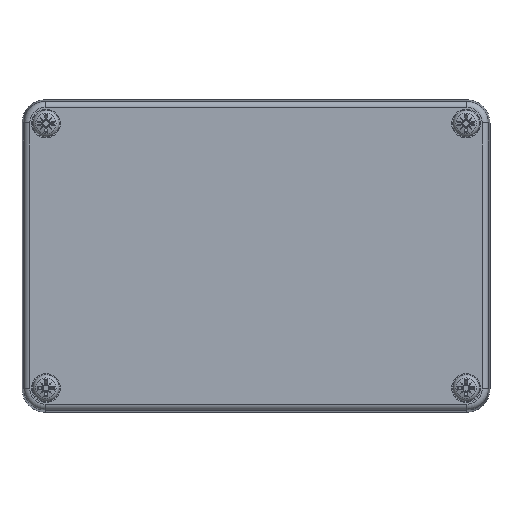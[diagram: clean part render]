
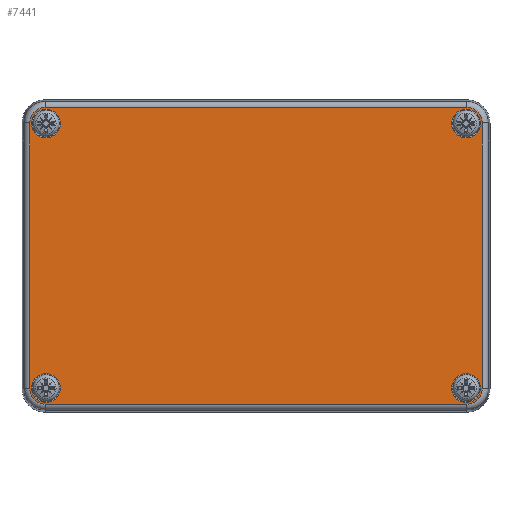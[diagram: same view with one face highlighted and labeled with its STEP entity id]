
A CAD part, top view. The second image highlights one B-rep face of the part: STEP entity #7441.
In plain terms, the highlighted face is planar.
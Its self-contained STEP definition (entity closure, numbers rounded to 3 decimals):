
#7020=CARTESIAN_POINT('',(-54.15,-38.152,-30.0));
#7021=VERTEX_POINT('',#7020);
#7029=CARTESIAN_POINT('',(54.15,-38.152,-30.0));
#7030=VERTEX_POINT('',#7029);
#7031=CARTESIAN_POINT('',(-54.15,-38.152,-30.0));
#7032=DIRECTION('',(1.0,0.0,0.0));
#7033=VECTOR('',#7032,108.3);
#7034=LINE('',#7031,#7033);
#7035=EDGE_CURVE('',#7021,#7030,#7034,.T.);
#7062=CARTESIAN_POINT('',(-58.152,-34.15,-30.0));
#7063=VERTEX_POINT('',#7062);
#7071=CARTESIAN_POINT('',(-54.15,-34.15,-30.0));
#7072=DIRECTION('',(0.0,0.0,1.0));
#7073=DIRECTION('',(-0.707,-0.707,0.0));
#7074=AXIS2_PLACEMENT_3D('',#7071,#7072,#7073);
#7075=CIRCLE('',#7074,4.002);
#7076=EDGE_CURVE('',#7063,#7021,#7075,.T.);
#7094=CARTESIAN_POINT('',(58.152,-34.15,-30.0));
#7095=VERTEX_POINT('',#7094);
#7113=CARTESIAN_POINT('',(54.15,-34.15,-30.0));
#7114=DIRECTION('',(0.0,0.0,1.0));
#7115=DIRECTION('',(0.707,-0.707,0.0));
#7116=AXIS2_PLACEMENT_3D('',#7113,#7114,#7115);
#7117=CIRCLE('',#7116,4.002);
#7118=EDGE_CURVE('',#7030,#7095,#7117,.T.);
#7130=CARTESIAN_POINT('',(-58.152,34.15,-30.0));
#7131=VERTEX_POINT('',#7130);
#7139=CARTESIAN_POINT('',(-58.152,34.15,-30.0));
#7140=DIRECTION('',(0.0,-1.0,0.0));
#7141=VECTOR('',#7140,68.3);
#7142=LINE('',#7139,#7141);
#7143=EDGE_CURVE('',#7131,#7063,#7142,.T.);
#7160=CARTESIAN_POINT('',(58.152,34.15,-30.0));
#7161=VERTEX_POINT('',#7160);
#7178=CARTESIAN_POINT('',(58.152,-34.15,-30.0));
#7179=DIRECTION('',(0.0,1.0,0.0));
#7180=VECTOR('',#7179,68.3);
#7181=LINE('',#7178,#7180);
#7182=EDGE_CURVE('',#7095,#7161,#7181,.T.);
#7194=CARTESIAN_POINT('',(-54.15,38.152,-30.0));
#7195=VERTEX_POINT('',#7194);
#7203=CARTESIAN_POINT('',(-54.15,34.15,-30.0));
#7204=DIRECTION('',(0.0,0.0,1.0));
#7205=DIRECTION('',(-0.707,0.707,0.0));
#7206=AXIS2_PLACEMENT_3D('',#7203,#7204,#7205);
#7207=CIRCLE('',#7206,4.002);
#7208=EDGE_CURVE('',#7195,#7131,#7207,.T.);
#7226=CARTESIAN_POINT('',(54.15,38.152,-30.0));
#7227=VERTEX_POINT('',#7226);
#7245=CARTESIAN_POINT('',(54.15,34.15,-30.0));
#7246=DIRECTION('',(0.0,0.0,1.0));
#7247=DIRECTION('',(0.707,0.707,0.0));
#7248=AXIS2_PLACEMENT_3D('',#7245,#7246,#7247);
#7249=CIRCLE('',#7248,4.002);
#7250=EDGE_CURVE('',#7161,#7227,#7249,.T.);
#7268=CARTESIAN_POINT('',(54.15,38.152,-30.0));
#7269=DIRECTION('',(-1.0,0.0,0.0));
#7270=VECTOR('',#7269,108.3);
#7271=LINE('',#7268,#7270);
#7272=EDGE_CURVE('',#7227,#7195,#7271,.T.);
#7382=CARTESIAN_POINT('',(0.,0.,-30.0));
#7383=DIRECTION('',(0.0,0.0,1.0));
#7384=DIRECTION('',(1.0,0.0,0.0));
#7385=AXIS2_PLACEMENT_3D('',#7382,#7383,#7384);
#7386=PLANE('',#7385);
#7387=ORIENTED_EDGE('',*,*,#7035,.F.);
#7388=ORIENTED_EDGE('',*,*,#7076,.F.);
#7389=ORIENTED_EDGE('',*,*,#7143,.F.);
#7390=ORIENTED_EDGE('',*,*,#7208,.F.);
#7391=ORIENTED_EDGE('',*,*,#7272,.F.);
#7392=ORIENTED_EDGE('',*,*,#7250,.F.);
#7393=ORIENTED_EDGE('',*,*,#7182,.F.);
#7394=ORIENTED_EDGE('',*,*,#7118,.F.);
#7395=EDGE_LOOP('',(#7387,#7388,#7389,#7390,#7391,#7392,#7393,#7394));
#7396=FACE_OUTER_BOUND('',#7395,.T.);
#7397=CARTESIAN_POINT('',(-57.7,-34.,-30.0));
#7398=VERTEX_POINT('',#7397);
#7399=CARTESIAN_POINT('',(-54.0,-34.,-30.0));
#7400=DIRECTION('',(0.0,0.0,1.0));
#7401=DIRECTION('',(1.0,0.0,0.0));
#7402=AXIS2_PLACEMENT_3D('',#7399,#7400,#7401);
#7403=CIRCLE('',#7402,3.7);
#7404=EDGE_CURVE('',#7398,#7398,#7403,.T.);
#7405=ORIENTED_EDGE('',*,*,#7404,.T.);
#7406=EDGE_LOOP('',(#7405));
#7407=FACE_BOUND('',#7406,.T.);
#7408=CARTESIAN_POINT('',(-57.7,34.,-30.0));
#7409=VERTEX_POINT('',#7408);
#7410=CARTESIAN_POINT('',(-54.,34.,-30.0));
#7411=DIRECTION('',(0.0,0.0,1.0));
#7412=DIRECTION('',(1.0,0.0,0.0));
#7413=AXIS2_PLACEMENT_3D('',#7410,#7411,#7412);
#7414=CIRCLE('',#7413,3.7);
#7415=EDGE_CURVE('',#7409,#7409,#7414,.T.);
#7416=ORIENTED_EDGE('',*,*,#7415,.T.);
#7417=EDGE_LOOP('',(#7416));
#7418=FACE_BOUND('',#7417,.T.);
#7419=CARTESIAN_POINT('',(50.3,34.,-30.0));
#7420=VERTEX_POINT('',#7419);
#7421=CARTESIAN_POINT('',(54.,34.,-30.0));
#7422=DIRECTION('',(0.0,0.0,1.0));
#7423=DIRECTION('',(1.0,0.0,0.0));
#7424=AXIS2_PLACEMENT_3D('',#7421,#7422,#7423);
#7425=CIRCLE('',#7424,3.7);
#7426=EDGE_CURVE('',#7420,#7420,#7425,.T.);
#7427=ORIENTED_EDGE('',*,*,#7426,.T.);
#7428=EDGE_LOOP('',(#7427));
#7429=FACE_BOUND('',#7428,.T.);
#7430=CARTESIAN_POINT('',(50.3,-34.,-30.0));
#7431=VERTEX_POINT('',#7430);
#7432=CARTESIAN_POINT('',(54.0,-34.,-30.0));
#7433=DIRECTION('',(0.0,0.0,1.0));
#7434=DIRECTION('',(1.0,0.0,0.0));
#7435=AXIS2_PLACEMENT_3D('',#7432,#7433,#7434);
#7436=CIRCLE('',#7435,3.7);
#7437=EDGE_CURVE('',#7431,#7431,#7436,.T.);
#7438=ORIENTED_EDGE('',*,*,#7437,.T.);
#7439=EDGE_LOOP('',(#7438));
#7440=FACE_BOUND('',#7439,.T.);
#7441=ADVANCED_FACE('',(#7396,#7407,#7418,#7429,#7440),#7386,.F.);
